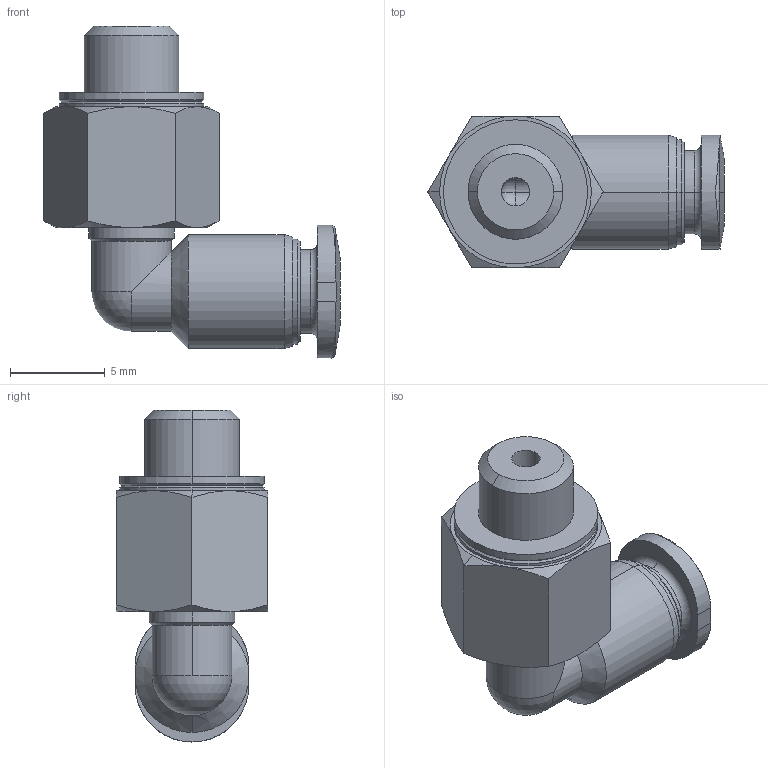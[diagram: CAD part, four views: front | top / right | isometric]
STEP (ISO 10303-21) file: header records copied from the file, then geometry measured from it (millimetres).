
FILE_DESCRIPTION (( 'STEP AP203' ), '1' );
FILE_NAME ('SE_01_2_0021.STEP', '2020-10-21T10:54:56', ( '' ), ( '' ), 'SwSTEP 2.0', 'SolidWorks 2017', '' );
FILE_SCHEMA (( 'CONFIG_CONTROL_DESIGN' ));
Length unit declared in the file: millimetre
Products named in the file (1): SE_01_2_0021
Bounding box: 15.62 x 8 x 17.5 mm (x, y, z)
Volume: 667.6 mm3; surface area: 787.3 mm2
Topology: 1 solids, 1 shells, 83 faces, 182 edges, 104 vertices
Faces by surface type: cone 30, cylinder 27, plane 16, torus 7, sphere 3
Entity records: 2403 total; most frequent: CARTESIAN_POINT 537, DIRECTION 396, ORIENTED_EDGE 358, EDGE_CURVE 179, AXIS2_PLACEMENT_3D 171, VERTEX_POINT 104, EDGE_LOOP 91, CIRCLE 87
